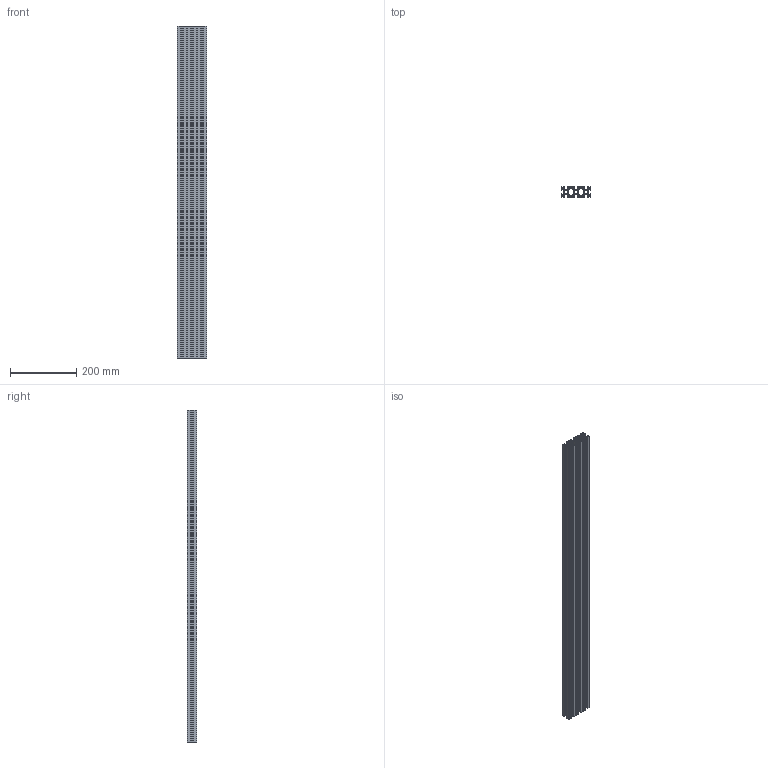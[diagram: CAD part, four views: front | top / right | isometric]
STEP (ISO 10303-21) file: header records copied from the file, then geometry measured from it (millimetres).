
FILE_DESCRIPTION (( 'STEP AP214' ), '1' );
FILE_NAME ('339 Êîíñòðóêöèîííûé ïðîôèëü 30õ90.STEP', '2014-12-18T12:25:46', ( 'XTreme.ws' ), ( 'XTreme.ws' ), 'SwSTEP 2.0', 'SolidWorks 2014', '' );
FILE_SCHEMA (( 'AUTOMOTIVE_DESIGN' ));
Length unit declared in the file: millimetre
Products named in the file (2): 339 Êîíñòðóêöèîííûé ïðîôèëü 30õ90
Bounding box: 90 x 30 x 1000 mm (x, y, z)
Volume: 813600.4 mm3; surface area: 787049.2 mm2
Topology: 1 solids, 1 shells, 404 faces, 1206 edges, 804 vertices
Faces by surface type: cylinder 222, plane 182
Entity records: 13819 total; most frequent: DIRECTION 2462, CARTESIAN_POINT 2416, ORIENTED_EDGE 2412, EDGE_CURVE 1206, AXIS2_PLACEMENT_3D 850, VERTEX_POINT 804, VECTOR 762, LINE 762
